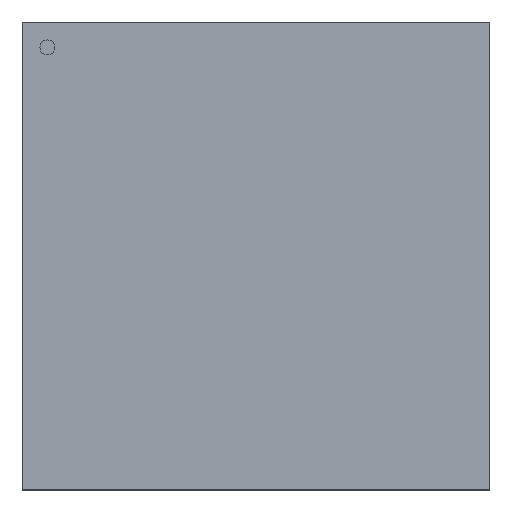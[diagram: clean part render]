
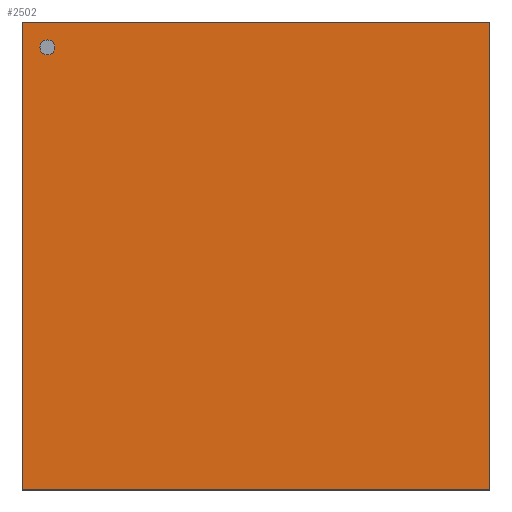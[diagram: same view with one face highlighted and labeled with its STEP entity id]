
A CAD part, top view. The second image highlights one B-rep face of the part: STEP entity #2502.
In plain terms, the highlighted planar face has unit normal (0, 0, 1).
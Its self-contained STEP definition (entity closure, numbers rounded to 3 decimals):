
#196=LINE('',#3632,#449);
#199=LINE('',#3638,#452);
#202=LINE('',#3644,#455);
#205=LINE('',#3648,#458);
#449=VECTOR('',#2957,1.);
#452=VECTOR('',#2962,1.);
#455=VECTOR('',#2967,1.);
#458=VECTOR('',#2972,1.);
#706=PLANE('',#2742);
#840=FACE_BOUND('',#1049,.T.);
#855=FACE_OUTER_BOUND('',#1048,.T.);
#1048=EDGE_LOOP('',(#1859,#1860,#1861,#1862));
#1049=EDGE_LOOP('',(#1863));
#1241=CIRCLE('',#2734,0.065);
#1279=VERTEX_POINT('',#3620);
#1283=VERTEX_POINT('',#3629);
#1284=VERTEX_POINT('',#3631);
#1286=VERTEX_POINT('',#3637);
#1288=VERTEX_POINT('',#3643);
#1509=EDGE_CURVE('',#1279,#1279,#1241,.T.);
#1513=EDGE_CURVE('',#1284,#1283,#196,.T.);
#1516=EDGE_CURVE('',#1286,#1284,#199,.T.);
#1519=EDGE_CURVE('',#1288,#1286,#202,.T.);
#1522=EDGE_CURVE('',#1283,#1288,#205,.T.);
#1859=ORIENTED_EDGE('',*,*,#1522,.T.);
#1860=ORIENTED_EDGE('',*,*,#1519,.T.);
#1861=ORIENTED_EDGE('',*,*,#1516,.T.);
#1862=ORIENTED_EDGE('',*,*,#1513,.T.);
#1863=ORIENTED_EDGE('',*,*,#1509,.T.);
#2502=ADVANCED_FACE('',(#855,#840),#706,.T.);
#2734=AXIS2_PLACEMENT_3D('',#3621,#2947,#2948);
#2742=AXIS2_PLACEMENT_3D('',#3650,#2975,#2976);
#2947=DIRECTION('center_axis',(0.,0.,-1.));
#2948=DIRECTION('ref_axis',(0.,1.,0.));
#2957=DIRECTION('',(1.,0.,0.));
#2962=DIRECTION('',(0.,-1.,0.));
#2967=DIRECTION('',(-1.,0.,0.));
#2972=DIRECTION('',(0.,1.,0.));
#2975=DIRECTION('center_axis',(0.,0.,1.));
#2976=DIRECTION('ref_axis',(0.,-1.,0.));
#3620=CARTESIAN_POINT('',(-1.805,1.74,0.9));
#3621=CARTESIAN_POINT('Origin',(-1.805,1.805,0.9));
#3629=CARTESIAN_POINT('',(2.025,-2.025,0.9));
#3631=CARTESIAN_POINT('',(-2.025,-2.025,0.9));
#3632=CARTESIAN_POINT('',(2.025,-2.025,0.9));
#3637=CARTESIAN_POINT('',(-2.025,2.025,0.9));
#3638=CARTESIAN_POINT('',(-2.025,-2.025,0.9));
#3643=CARTESIAN_POINT('',(2.025,2.025,0.9));
#3644=CARTESIAN_POINT('',(-2.025,2.025,0.9));
#3648=CARTESIAN_POINT('',(2.025,2.025,0.9));
#3650=CARTESIAN_POINT('Origin',(0.,0.,0.9));
